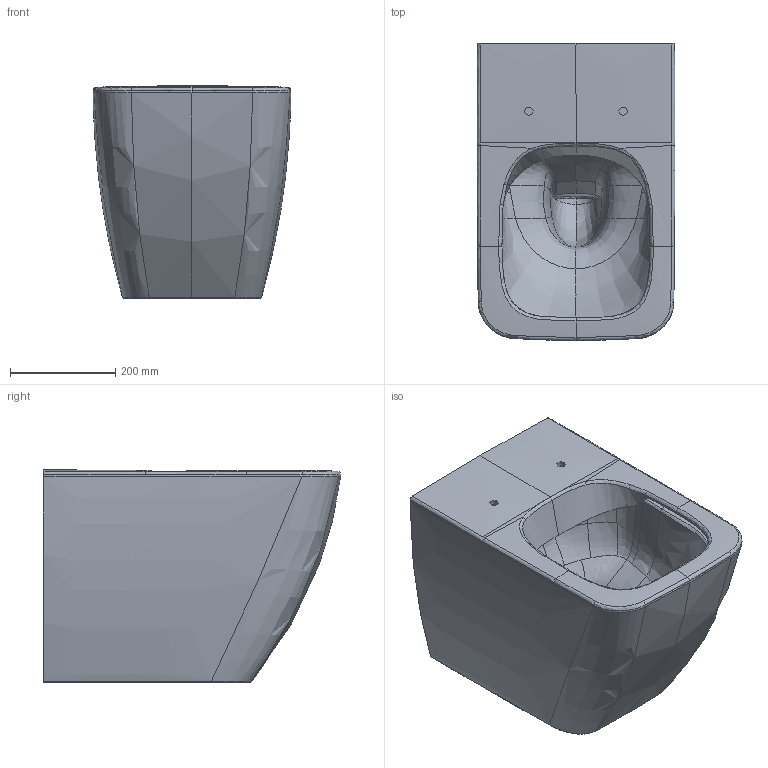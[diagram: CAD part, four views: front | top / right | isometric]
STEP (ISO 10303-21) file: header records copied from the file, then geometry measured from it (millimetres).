
FILE_DESCRIPTION(/* description */ (''),/* implementation_level */ '2;1');
FILE_NAME(/* name */ '4613R0_STWC_BTW_Venticello.stp',/* time_stamp */ '2019-01-09T14:17:41+01:00',/* author */ (''),/* organization */ (''),/* preprocessor_version */ 'ST-DEVELOPER v16',/* originating_system */ 'SIEMENS PLM Software NX 10.0',/* authorisation */ '');
FILE_SCHEMA (('AUTOMOTIVE_DESIGN { 1 0 10303 214 3 1 1 1 }'));
Length unit declared in the file: millimetre
Products named in the file (1): Sier179423C01vad
Bounding box: 375.59 x 564.41 x 403.19 mm (x, y, z)
Volume: 51388351.7 mm3; surface area: 1195133.4 mm2
Topology: 1 solids, 1 shells, 150 faces, 420 edges, 272 vertices
Faces by surface type: bspline 146, plane 2, cylinder 2
Full cylindrical faces by diameter (mm): 17 x2
Entity records: 31073 total; most frequent: CARTESIAN_POINT 28508, ORIENTED_EDGE 832, EDGE_CURVE 416, B_SPLINE_CURVE_WITH_KNOTS 376, VERTEX_POINT 272, EDGE_LOOP 154, ADVANCED_FACE 150, FACE_OUTER_BOUND 146
